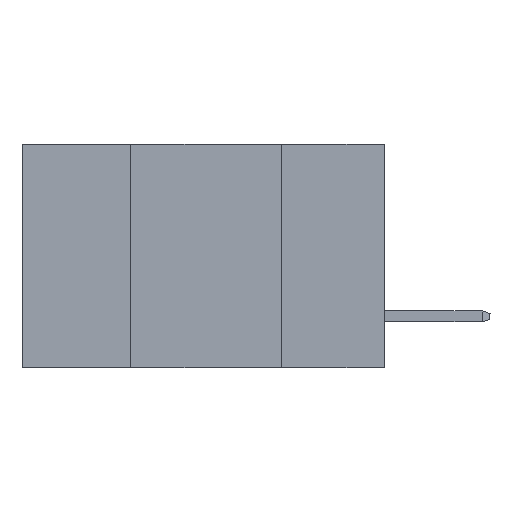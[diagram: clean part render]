
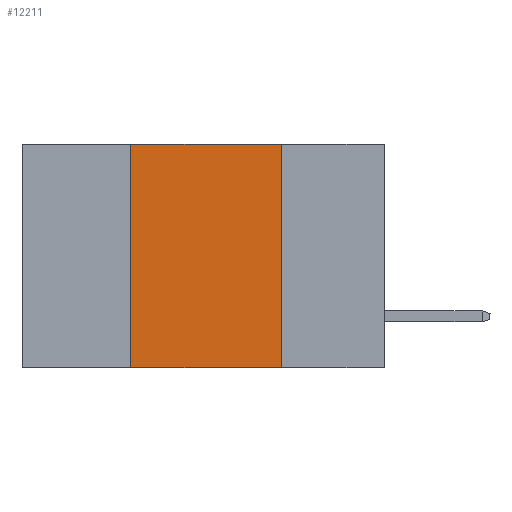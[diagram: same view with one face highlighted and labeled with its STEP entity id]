
A CAD part, left-side view. The second image highlights one B-rep face of the part: STEP entity #12211.
In plain terms, the highlighted planar face has unit normal (-1, 0, 0).
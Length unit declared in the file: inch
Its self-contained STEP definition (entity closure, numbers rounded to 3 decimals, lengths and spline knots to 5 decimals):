
#729 = CARTESIAN_POINT ( 'NONE',  ( 0., 0.6, 0. ) ) ;
#1553 = VERTEX_POINT ( 'NONE', #4158 ) ;
#1645 = CARTESIAN_POINT ( 'NONE',  ( 0., 0.42, -0.37 ) ) ;
#1712 = EDGE_CURVE ( 'NONE', #4992, #1553, #10293, .T. ) ;
#3335 = CARTESIAN_POINT ( 'NONE',  ( 0., 0.17, 0. ) ) ;
#3716 = VECTOR ( 'NONE', #11061, 39.37008 ) ;
#4158 = CARTESIAN_POINT ( 'NONE',  ( 0., 0.42, 0. ) ) ;
#4992 = VERTEX_POINT ( 'NONE', #1645 ) ;
#5803 = DIRECTION ( 'NONE',  ( 0., -1., 0. ) ) ;
#6002 = VERTEX_POINT ( 'NONE', #3335 ) ;
#6711 = ORIENTED_EDGE ( 'NONE', *, *, #11407, .T. ) ;
#6944 = CARTESIAN_POINT ( 'NONE',  ( 0., 0.6, -0.37 ) ) ;
#7153 = VERTEX_POINT ( 'NONE', #17865 ) ;
#7550 = LINE ( 'NONE', #20945, #3716 ) ;
#7759 = VECTOR ( 'NONE', #12380, 39.37008 ) ;
#7816 = LINE ( 'NONE', #21332, #17024 ) ;
#8399 = DIRECTION ( 'NONE',  ( 1., 0., 0. ) ) ;
#8527 = PLANE ( 'NONE',  #19393 ) ;
#10293 = LINE ( 'NONE', #18031, #19799 ) ;
#11061 = DIRECTION ( 'NONE',  ( 0., 0., -1. ) ) ;
#11407 = EDGE_CURVE ( 'NONE', #4992, #7153, #20217, .T. ) ;
#11889 = EDGE_CURVE ( 'NONE', #6002, #7153, #7550, .T. ) ;
#12211 = ADVANCED_FACE ( 'NONE', ( #14455 ), #8527, .F. ) ;
#12380 = DIRECTION ( 'NONE',  ( 0., -1., 0. ) ) ;
#13735 = EDGE_LOOP ( 'NONE', ( #15258, #22470, #17740, #6711 ) ) ;
#14455 = FACE_OUTER_BOUND ( 'NONE', #13735, .T. ) ;
#15258 = ORIENTED_EDGE ( 'NONE', *, *, #11889, .F. ) ;
#17024 = VECTOR ( 'NONE', #5803, 39.37008 ) ;
#17740 = ORIENTED_EDGE ( 'NONE', *, *, #1712, .F. ) ;
#17865 = CARTESIAN_POINT ( 'NONE',  ( 0., 0.17, -0.37 ) ) ;
#18031 = CARTESIAN_POINT ( 'NONE',  ( 0., 0.42, -0.37 ) ) ;
#19393 = AXIS2_PLACEMENT_3D ( 'NONE', #729, #8399, #23931 ) ;
#19799 = VECTOR ( 'NONE', #22181, 39.37008 ) ;
#20217 = LINE ( 'NONE', #6944, #7759 ) ;
#20945 = CARTESIAN_POINT ( 'NONE',  ( 0., 0.17, -0.37 ) ) ;
#21332 = CARTESIAN_POINT ( 'NONE',  ( 0., 0.6, 0. ) ) ;
#22181 = DIRECTION ( 'NONE',  ( 0., 0., 1. ) ) ;
#22470 = ORIENTED_EDGE ( 'NONE', *, *, #24563, .F. ) ;
#23931 = DIRECTION ( 'NONE',  ( 0., 0., -1. ) ) ;
#24563 = EDGE_CURVE ( 'NONE', #1553, #6002, #7816, .T. ) ;
